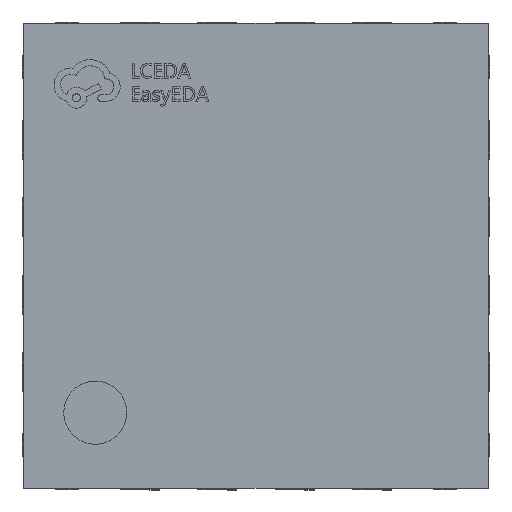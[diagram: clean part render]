
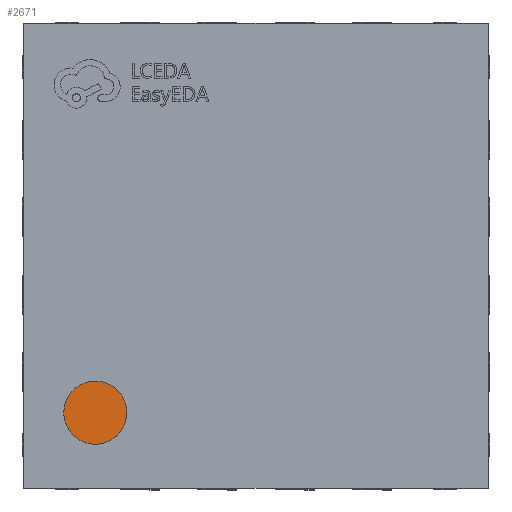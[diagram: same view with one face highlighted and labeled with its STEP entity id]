
A CAD part, top view. The second image highlights one B-rep face of the part: STEP entity #2671.
In plain terms, the highlighted planar face has unit normal (0, 0, 1).
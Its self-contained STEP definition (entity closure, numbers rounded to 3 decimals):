
#122 = CARTESIAN_POINT ( 'NONE',  ( -0.973, -1.212, 0.89 ) ) ;
#210 = CARTESIAN_POINT ( 'NONE',  ( -0.897, -1.168, 0.89 ) ) ;
#876 = VERTEX_POINT ( 'NONE', #3779 ) ;
#1284 = CARTESIAN_POINT ( 'NONE',  ( -1.142, -0.831, 0.89 ) ) ;
#2625 = FACE_OUTER_BOUND ( 'NONE', #12843, .T. ) ;
#2639 = CARTESIAN_POINT ( 'NONE',  ( -1.241, -0.999, 0.89 ) ) ;
#2671 = ADVANCED_FACE ( 'NONE', ( #2625 ), #17896, .T. ) ;
#2713 = CARTESIAN_POINT ( 'NONE',  ( 0., 0., 0.89 ) ) ;
#2915 = CARTESIAN_POINT ( 'NONE',  ( -1.059, -0.805, 0.89 ) ) ;
#3067 = CARTESIAN_POINT ( 'NONE',  ( -0.834, -1.013, 0.89 ) ) ;
#3151 = CARTESIAN_POINT ( 'NONE',  ( -1.059, -1.221, 0.89 ) ) ;
#3320 = CARTESIAN_POINT ( 'NONE',  ( -0.834, -1.041, 0.89 ) ) ;
#3779 = CARTESIAN_POINT ( 'NONE',  ( -0.834, -1.013, 0.89 ) ) ;
#4956 = B_SPLINE_CURVE_WITH_KNOTS ( 'NONE', 3,
 ( #9722, #2639, #9628, #12372, #1284, #2915, #17913, #5434, #16711, #16526, #12651 ),
 .UNSPECIFIED., .F., .F.,
 ( 4, 1, 1, 1, 1, 1, 1, 1, 4 ),
 ( 0.5, 0.533, 0.6, 0.667, 0.733, 0.8, 0.867, 0.933, 1. ),
 .UNSPECIFIED. ) ;
#5434 = CARTESIAN_POINT ( 'NONE',  ( -0.897, -0.857, 0.89 ) ) ;
#5671 = CARTESIAN_POINT ( 'NONE',  ( -1.241, -1.013, 0.89 ) ) ;
#5754 = EDGE_CURVE ( 'NONE', #876, #11093, #8229, .T. ) ;
#6462 = CARTESIAN_POINT ( 'NONE',  ( -1.241, -1.013, 0.89 ) ) ;
#7422 = ORIENTED_EDGE ( 'NONE', *, *, #14106, .F. ) ;
#8229 = B_SPLINE_CURVE_WITH_KNOTS ( 'NONE', 3,
 ( #3067, #3320, #15506, #210, #122, #3151, #14408, #8578, #8828, #9949, #5671 ),
 .UNSPECIFIED., .F., .F.,
 ( 4, 1, 1, 1, 1, 1, 1, 1, 4 ),
 ( 0., 0.067, 0.133, 0.2, 0.267, 0.333, 0.4, 0.467, 0.5 ),
 .UNSPECIFIED. ) ;
#8244 = DIRECTION ( 'NONE',  ( 1., 0., 0. ) ) ;
#8578 = CARTESIAN_POINT ( 'NONE',  ( -1.207, -1.136, 0.89 ) ) ;
#8828 = CARTESIAN_POINT ( 'NONE',  ( -1.236, -1.07, 0.89 ) ) ;
#9628 = CARTESIAN_POINT ( 'NONE',  ( -1.236, -0.956, 0.89 ) ) ;
#9722 = CARTESIAN_POINT ( 'NONE',  ( -1.241, -1.013, 0.89 ) ) ;
#9949 = CARTESIAN_POINT ( 'NONE',  ( -1.241, -1.027, 0.89 ) ) ;
#11093 = VERTEX_POINT ( 'NONE', #6462 ) ;
#12372 = CARTESIAN_POINT ( 'NONE',  ( -1.207, -0.89, 0.89 ) ) ;
#12651 = CARTESIAN_POINT ( 'NONE',  ( -0.834, -1.013, 0.89 ) ) ;
#12843 = EDGE_LOOP ( 'NONE', ( #13587, #7422 ) ) ;
#13587 = ORIENTED_EDGE ( 'NONE', *, *, #5754, .F. ) ;
#13900 = DIRECTION ( 'NONE',  ( 0., 0., 1. ) ) ;
#14106 = EDGE_CURVE ( 'NONE', #11093, #876, #4956, .T. ) ;
#14408 = CARTESIAN_POINT ( 'NONE',  ( -1.142, -1.194, 0.89 ) ) ;
#15506 = CARTESIAN_POINT ( 'NONE',  ( -0.846, -1.098, 0.89 ) ) ;
#16480 = AXIS2_PLACEMENT_3D ( 'NONE', #2713, #13900, #8244 ) ;
#16526 = CARTESIAN_POINT ( 'NONE',  ( -0.834, -0.984, 0.89 ) ) ;
#16711 = CARTESIAN_POINT ( 'NONE',  ( -0.846, -0.928, 0.89 ) ) ;
#17896 = PLANE ( 'NONE',  #16480 ) ;
#17913 = CARTESIAN_POINT ( 'NONE',  ( -0.973, -0.814, 0.89 ) ) ;
